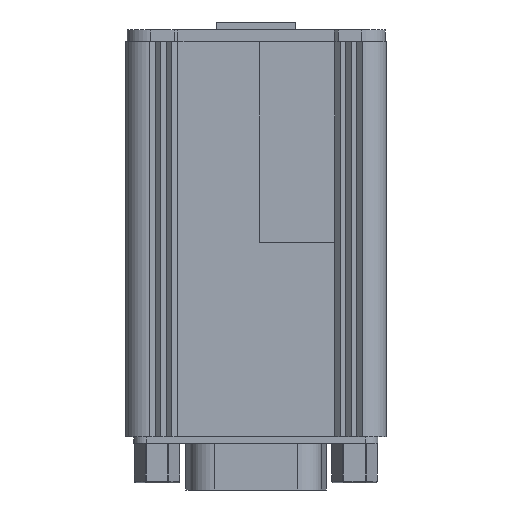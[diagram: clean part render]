
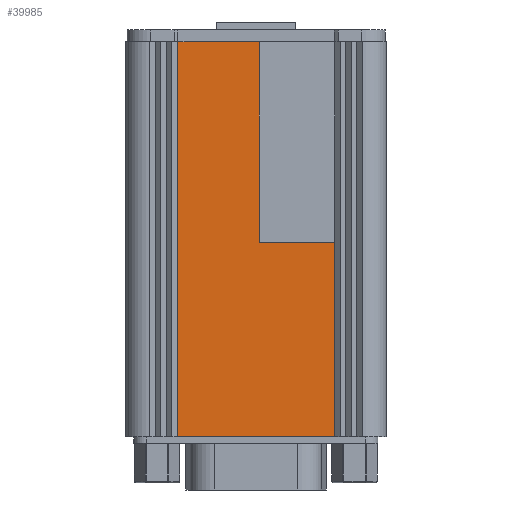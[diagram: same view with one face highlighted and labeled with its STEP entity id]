
A CAD part, front view. The second image highlights one B-rep face of the part: STEP entity #39985.
In plain terms, the highlighted planar face has unit normal (0, -1, 0).
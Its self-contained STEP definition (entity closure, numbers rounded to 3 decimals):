
#382 = ORIENTED_EDGE ( 'NONE', *, *, #11765, .T. ) ;
#421 = LINE ( 'NONE', #3688, #35606 ) ;
#431 = VERTEX_POINT ( 'NONE', #9835 ) ;
#616 = LINE ( 'NONE', #14565, #17221 ) ;
#1424 = LINE ( 'NONE', #22892, #17992 ) ;
#2308 = DIRECTION ( 'NONE',  ( 0., 0., -1. ) ) ;
#3688 = CARTESIAN_POINT ( 'NONE',  ( -9.9, -7.3, 50. ) ) ;
#4083 = CARTESIAN_POINT ( 'NONE',  ( -9.9, -7.3, 0. ) ) ;
#6380 = AXIS2_PLACEMENT_3D ( 'NONE', #15474, #22067, #2308 ) ;
#6466 = DIRECTION ( 'NONE',  ( 0., 0., -1. ) ) ;
#6972 = VECTOR ( 'NONE', #31512, 1000. ) ;
#9835 = CARTESIAN_POINT ( 'NONE',  ( 10.001, -7.3, 0. ) ) ;
#10825 = FACE_OUTER_BOUND ( 'NONE', #17942, .T. ) ;
#11765 = EDGE_CURVE ( 'NONE', #25305, #11968, #33328, .T. ) ;
#11968 = VERTEX_POINT ( 'NONE', #19540 ) ;
#14565 = CARTESIAN_POINT ( 'NONE',  ( 0., -7.3, 0. ) ) ;
#14894 = CARTESIAN_POINT ( 'NONE',  ( 10.001, -7.3, 50. ) ) ;
#15474 = CARTESIAN_POINT ( 'NONE',  ( 0., -7.3, 50. ) ) ;
#16845 = ORIENTED_EDGE ( 'NONE', *, *, #23729, .F. ) ;
#16860 = DIRECTION ( 'NONE',  ( 0., 0., -1. ) ) ;
#17221 = VECTOR ( 'NONE', #17874, 1000. ) ;
#17874 = DIRECTION ( 'NONE',  ( -1., 0., 0. ) ) ;
#17942 = EDGE_LOOP ( 'NONE', ( #22044, #16845, #382, #18217 ) ) ;
#17992 = VECTOR ( 'NONE', #6466, 1000. ) ;
#18217 = ORIENTED_EDGE ( 'NONE', *, *, #27247, .T. ) ;
#19109 = VERTEX_POINT ( 'NONE', #4083 ) ;
#19540 = CARTESIAN_POINT ( 'NONE',  ( -9.9, -7.3, 50. ) ) ;
#22044 = ORIENTED_EDGE ( 'NONE', *, *, #34515, .F. ) ;
#22067 = DIRECTION ( 'NONE',  ( 0., -1., 0. ) ) ;
#22892 = CARTESIAN_POINT ( 'NONE',  ( 10.001, -7.3, 50. ) ) ;
#23729 = EDGE_CURVE ( 'NONE', #25305, #431, #1424, .T. ) ;
#25248 = PLANE ( 'NONE',  #6380 ) ;
#25305 = VERTEX_POINT ( 'NONE', #14894 ) ;
#27247 = EDGE_CURVE ( 'NONE', #11968, #19109, #421, .T. ) ;
#31512 = DIRECTION ( 'NONE',  ( -1., 0., 0. ) ) ;
#33328 = LINE ( 'NONE', #34866, #6972 ) ;
#34515 = EDGE_CURVE ( 'NONE', #431, #19109, #616, .T. ) ;
#34866 = CARTESIAN_POINT ( 'NONE',  ( 0., -7.3, 50. ) ) ;
#35606 = VECTOR ( 'NONE', #16860, 1000. ) ;
#39985 = ADVANCED_FACE ( 'NONE', ( #10825 ), #25248, .T. ) ;
